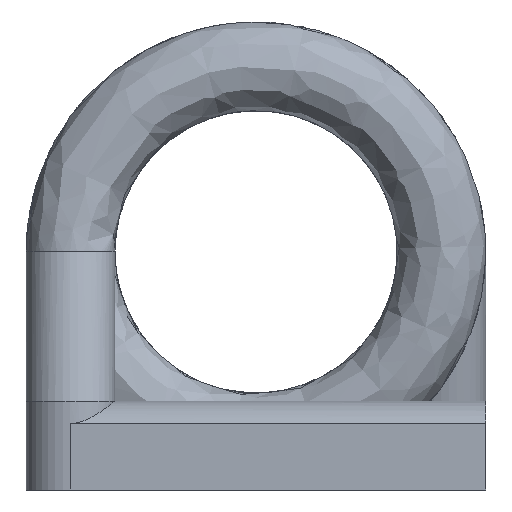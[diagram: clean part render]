
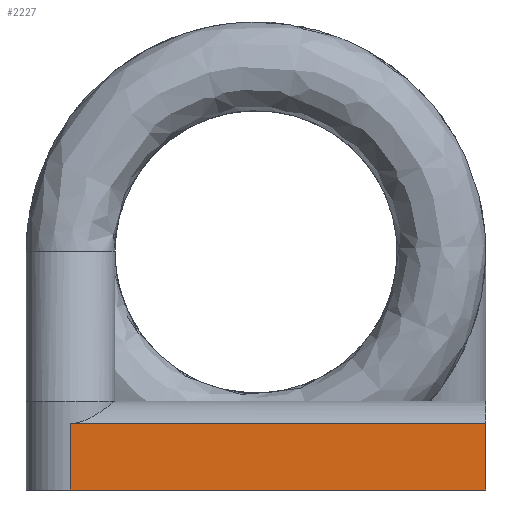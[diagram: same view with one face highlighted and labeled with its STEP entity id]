
A CAD part, left-side view. The second image highlights one B-rep face of the part: STEP entity #2227.
In plain terms, the highlighted planar face has unit normal (-1, 0, 0).
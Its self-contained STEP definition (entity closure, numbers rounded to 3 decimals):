
#1817=DIRECTION('',(0.,1.,0.));
#1996=VERTEX_POINT('',#1997);
#1997=CARTESIAN_POINT('',(-3.46,2.255,0.81));
#2061=ORIENTED_EDGE('',*,*,#2062,.T.);
#2062=EDGE_CURVE('',#1996,#2063,#2065,.T.);
#2063=VERTEX_POINT('',#2064);
#2064=CARTESIAN_POINT('',(-3.46,2.255,0.));
#2065=LINE('',#1997,#2066);
#2066=VECTOR('',#2067,1.);
#2067=DIRECTION('',(0.,0.,-1.));
#2212=VERTEX_POINT('',#2213);
#2213=CARTESIAN_POINT('',(-3.46,-2.795,0.81));
#2222=VECTOR('',#1817,1.);
#2224=EDGE_CURVE('',#2212,#1996,#2225,.T.);
#2225=LINE('',#2213,#2222);
#2227=ADVANCED_FACE('',(#2228),#2239,.T.);
#2228=FACE_BOUND('',#2229,.T.);
#2229=EDGE_LOOP('',(#2230,#2061,#2231,#2236));
#2230=ORIENTED_EDGE('',*,*,#2224,.T.);
#2231=ORIENTED_EDGE('',*,*,#2232,.F.);
#2232=EDGE_CURVE('',#2233,#2063,#2235,.T.);
#2233=VERTEX_POINT('',#2234);
#2234=CARTESIAN_POINT('',(-3.46,-2.795,0.));
#2235=LINE('',#2234,#2222);
#2236=ORIENTED_EDGE('',*,*,#2237,.F.);
#2237=EDGE_CURVE('',#2212,#2233,#2238,.T.);
#2238=LINE('',#2213,#2066);
#2239=PLANE('',#2240);
#2240=AXIS2_PLACEMENT_3D('',#2213,#2241,#2067);
#2241=DIRECTION('',(-1.,0.,0.));
